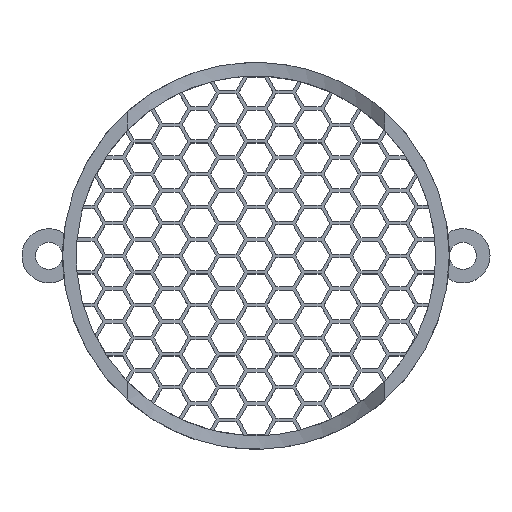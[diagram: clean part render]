
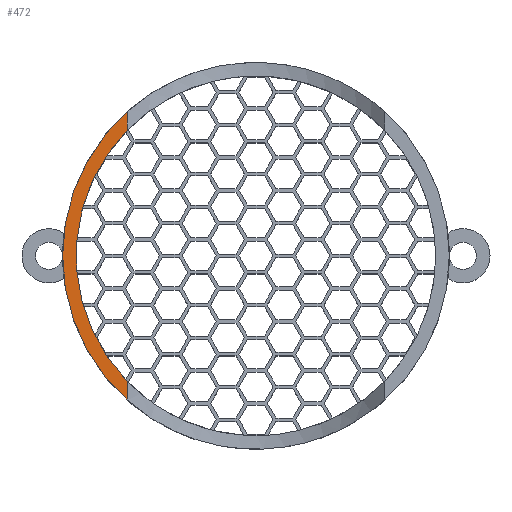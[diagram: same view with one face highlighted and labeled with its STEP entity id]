
A CAD part, top view. The second image highlights one B-rep face of the part: STEP entity #472.
In plain terms, the highlighted planar face has unit normal (0, 0, 1).
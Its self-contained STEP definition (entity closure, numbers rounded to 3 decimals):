
#83 = VERTEX_POINT('',#84);
#84 = CARTESIAN_POINT('',(-18.974,21.266,20.));
#137 = EDGE_CURVE('',#83,#138,#140,.T.);
#138 = VERTEX_POINT('',#139);
#139 = CARTESIAN_POINT('',(-18.974,-21.266,20.));
#140 = CIRCLE('',#141,28.5);
#141 = AXIS2_PLACEMENT_3D('',#142,#143,#144);
#142 = CARTESIAN_POINT('',(0.,0.,20.));
#143 = DIRECTION('',(0.,0.,1.));
#144 = DIRECTION('',(1.,0.,0.));
#453 = VERTEX_POINT('',#454);
#454 = CARTESIAN_POINT('',(-18.974,-18.5,20.));
#461 = EDGE_CURVE('',#138,#453,#462,.T.);
#462 = LINE('',#463,#464);
#463 = CARTESIAN_POINT('',(-18.974,31.5,20.));
#464 = VECTOR('',#465,1.);
#465 = DIRECTION('',(0.,1.,0.));
#472 = ADVANCED_FACE('',(#473),#492,.T.);
#473 = FACE_BOUND('',#474,.T.);
#474 = EDGE_LOOP('',(#475,#483,#484,#485));
#475 = ORIENTED_EDGE('',*,*,#476,.T.);
#476 = EDGE_CURVE('',#477,#83,#479,.T.);
#477 = VERTEX_POINT('',#478);
#478 = CARTESIAN_POINT('',(-18.974,18.5,20.));
#479 = LINE('',#480,#481);
#480 = CARTESIAN_POINT('',(-18.974,31.5,20.));
#481 = VECTOR('',#482,1.);
#482 = DIRECTION('',(0.,1.,0.));
#483 = ORIENTED_EDGE('',*,*,#137,.T.);
#484 = ORIENTED_EDGE('',*,*,#461,.T.);
#485 = ORIENTED_EDGE('',*,*,#486,.F.);
#486 = EDGE_CURVE('',#477,#453,#487,.T.);
#487 = CIRCLE('',#488,26.5);
#488 = AXIS2_PLACEMENT_3D('',#489,#490,#491);
#489 = CARTESIAN_POINT('',(0.,0.,20.));
#490 = DIRECTION('',(0.,0.,1.));
#491 = DIRECTION('',(1.,0.,0.));
#492 = PLANE('',#493);
#493 = AXIS2_PLACEMENT_3D('',#494,#495,#496);
#494 = CARTESIAN_POINT('',(0.,0.,20.));
#495 = DIRECTION('',(0.,0.,1.));
#496 = DIRECTION('',(1.,0.,0.));
